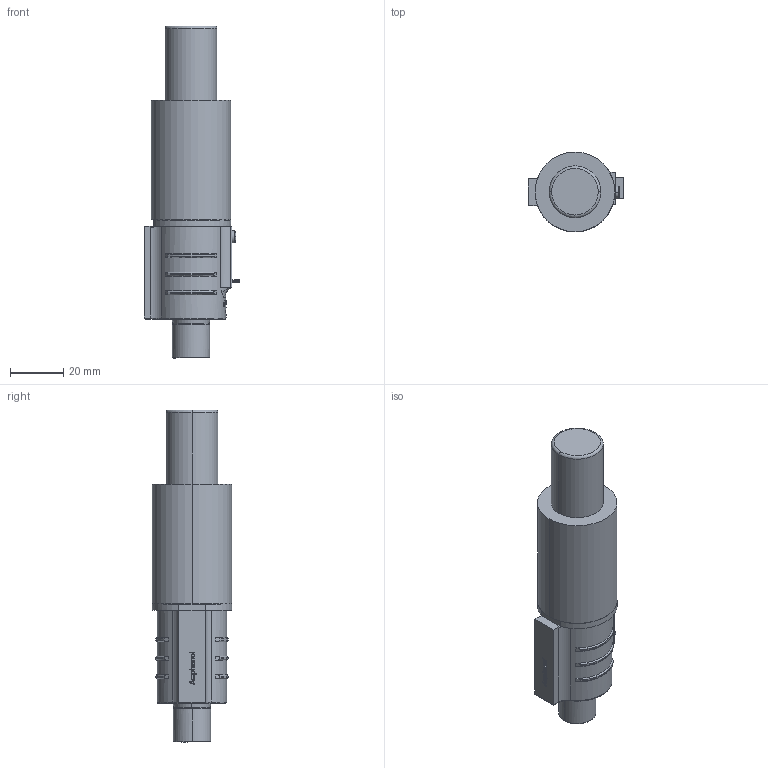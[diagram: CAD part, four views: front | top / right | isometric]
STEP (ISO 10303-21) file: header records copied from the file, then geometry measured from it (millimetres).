
FILE_DESCRIPTION (( 'STEP AP214' ), '1' );
FILE_NAME ('SLPIPB50BSB2EH.STEP', '2023-05-03T02:20:09', ( '' ), ( '' ), 'SwSTEP 2.0', 'SolidWorks 2022', '' );
FILE_SCHEMA (( 'AUTOMOTIVE_DESIGN' ));
Length unit declared in the file: millimetre
Products named in the file (1): SLPIPB50BSB2EH
Bounding box: 36.04 x 30 x 124.95 mm (x, y, z)
Volume: 55904.5 mm3; surface area: 23126.7 mm2
Topology: 3 solids, 3 shells, 941 faces, 2661 edges, 1729 vertices
Faces by surface type: plane 606, cylinder 206, bspline 113, cone 14, torus 2
Entity records: 36444 total; most frequent: CARTESIAN_POINT 13658, ORIENTED_EDGE 5322, DIRECTION 4057, EDGE_CURVE 2661, VERTEX_POINT 1729, VECTOR 1403, LINE 1403, AXIS2_PLACEMENT_3D 1327
